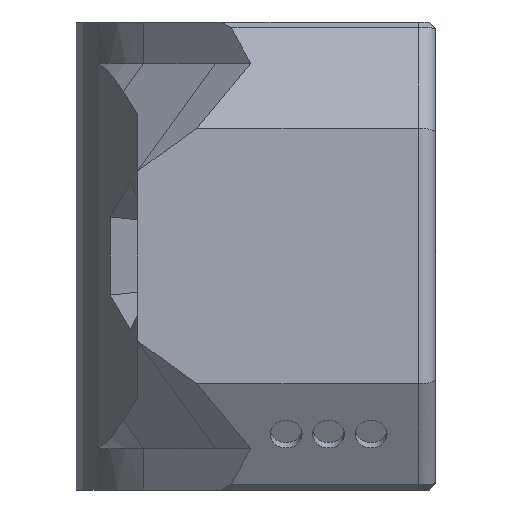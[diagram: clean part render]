
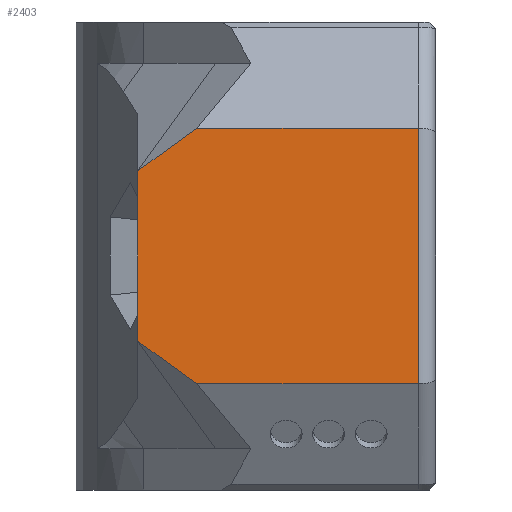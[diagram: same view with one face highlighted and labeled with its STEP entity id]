
A CAD part, left-side view. The second image highlights one B-rep face of the part: STEP entity #2403.
In plain terms, the highlighted planar face has unit normal (-1, 0, 0).
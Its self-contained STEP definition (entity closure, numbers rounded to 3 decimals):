
#172=PLANE('',#2595);
#278=FACE_OUTER_BOUND('',#429,.T.);
#429=EDGE_LOOP('',(#1981,#1982,#1983,#1984,#1985,#1986));
#554=LINE('',#3470,#791);
#617=LINE('',#3820,#854);
#655=LINE('',#4037,#892);
#668=LINE('',#4069,#905);
#669=LINE('',#4071,#906);
#670=LINE('',#4072,#907);
#791=VECTOR('',#2802,10.);
#854=VECTOR('',#2953,10.);
#892=VECTOR('',#3047,10.);
#905=VECTOR('',#3086,10.);
#906=VECTOR('',#3089,10.);
#907=VECTOR('',#3090,10.);
#1067=VERTEX_POINT('',#3455);
#1069=VERTEX_POINT('',#3463);
#1135=VERTEX_POINT('',#3817);
#1136=VERTEX_POINT('',#3819);
#1172=VERTEX_POINT('',#4034);
#1173=VERTEX_POINT('',#4036);
#1302=EDGE_CURVE('',#1067,#1069,#554,.T.);
#1397=EDGE_CURVE('',#1136,#1135,#617,.T.);
#1455=EDGE_CURVE('',#1173,#1172,#655,.T.);
#1472=EDGE_CURVE('',#1136,#1172,#668,.T.);
#1473=EDGE_CURVE('',#1069,#1173,#669,.F.);
#1474=EDGE_CURVE('',#1067,#1135,#670,.T.);
#1981=ORIENTED_EDGE('',*,*,#1302,.T.);
#1982=ORIENTED_EDGE('',*,*,#1473,.T.);
#1983=ORIENTED_EDGE('',*,*,#1455,.T.);
#1984=ORIENTED_EDGE('',*,*,#1472,.F.);
#1985=ORIENTED_EDGE('',*,*,#1397,.T.);
#1986=ORIENTED_EDGE('',*,*,#1474,.F.);
#2403=ADVANCED_FACE('',(#278),#172,.T.);
#2595=AXIS2_PLACEMENT_3D('',#4070,#3087,#3088);
#2802=DIRECTION('',(0.,0.,-1.));
#2953=DIRECTION('',(0.,1.,0.));
#3047=DIRECTION('',(0.,-1.,0.));
#3086=DIRECTION('',(0.,0.,-1.));
#3087=DIRECTION('center_axis',(-1.,0.,0.));
#3088=DIRECTION('ref_axis',(0.,-1.,0.));
#3089=DIRECTION('',(0.,0.811,0.586));
#3090=DIRECTION('',(0.,-0.811,0.586));
#3455=CARTESIAN_POINT('',(-15.,8.6,12.2));
#3463=CARTESIAN_POINT('',(-15.,8.6,4.2));
#3470=CARTESIAN_POINT('',(-15.,8.6,8.2));
#3817=CARTESIAN_POINT('',(-15.,5.832,14.2));
#3819=CARTESIAN_POINT('',(-15.,-4.6,14.2));
#3820=CARTESIAN_POINT('',(-15.,-1.9,14.2));
#4034=CARTESIAN_POINT('',(-15.,-4.6,2.2));
#4036=CARTESIAN_POINT('',(-15.,5.832,2.2));
#4037=CARTESIAN_POINT('',(-15.,-1.9,2.2));
#4069=CARTESIAN_POINT('',(-15.,-4.6,0.));
#4070=CARTESIAN_POINT('Origin',(-15.,1.6,0.));
#4071=CARTESIAN_POINT('',(-15.,5.615,2.043));
#4072=CARTESIAN_POINT('',(-15.,9.507,11.544));
